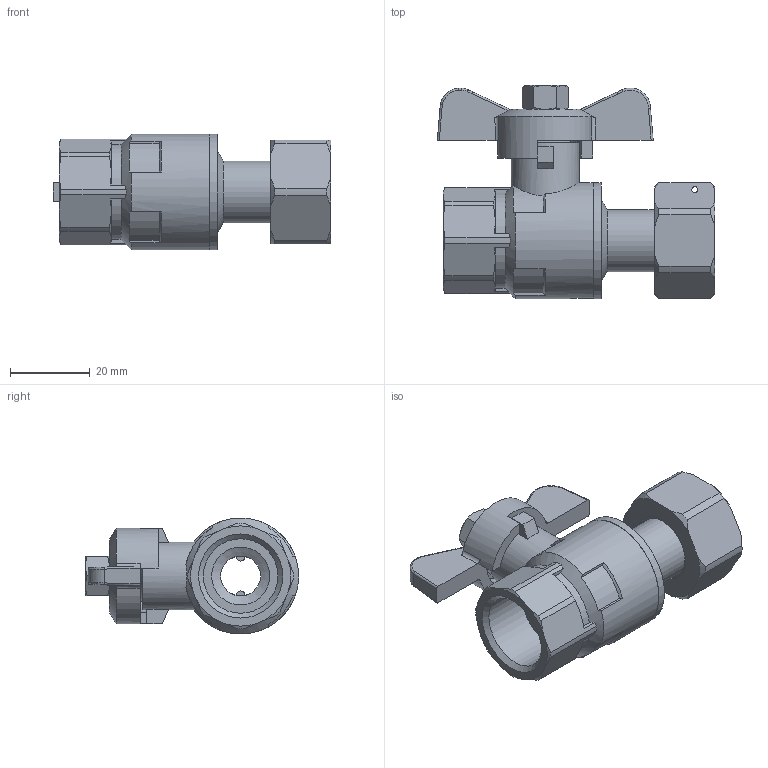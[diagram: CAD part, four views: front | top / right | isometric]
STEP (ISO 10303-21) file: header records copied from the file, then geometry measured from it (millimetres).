
FILE_DESCRIPTION(/* description */ ('Unknown'),/* implementation_level */ '2;1');
FILE_NAME(/* name */ '708-44',/* time_stamp */ '2022-06-30T13:26:31+02:00',/* author */ ('Unknown'),/* organization */ ('Unknown'),/* preprocessor_version */ 'ST-DEVELOPER v16.7',/* originating_system */ 'Solid Edge',/* authorisation */ 'Unknown');
FILE_SCHEMA (('CONFIG_CONTROL_DESIGN','AUTOMOTIVE_DESIGN {1 0 10303 214 3 1 1}'));
Length unit declared in the file: millimetre
Products named in the file (15): 708-44; 708-44_Einschraubteil; O-Ring; Gehduse; Fl_gelgriff; Stopfbuchse; Mutter; T1-1; 708-44_郻M-1_2; Dichtung
Assembly tree (14 placements, depth 3):
  708-44
    708-44_Einschraubteil
    O-Ring
      O-Ring
    Gehduse
      Gehduse
    Fl_gelgriff
      Fl_gelgriff
    Stopfbuchse
      Stopfbuchse
    Mutter
      Mutter
    T1-1
    708-44_郻M-1_2
    Dichtung
Bounding box: 69.4 x 53.33 x 29 mm (x, y, z)
Volume: 23987.2 mm3; surface area: 19085.8 mm2
Topology: 8 solids, 8 shells, 250 faces, 639 edges, 414 vertices
Faces by surface type: plane 100, cylinder 69, cone 62, bspline 14, torus 5
Full cylindrical faces by diameter (mm): 1.5 x1, 6.75 x1, 9.1 x1, 9.3 x1, 10 x1, 10.8 x1, 12 x2, 12.376 x1, 14 x1, 14.5 x1, 15.3 x1, 15.5 x1, 16.9 x2, 17 x1, 17.1 x1, 18 x1, 18.5 x1, 18.631 x2, 19.2 x1, 20 x1, 25 x2, 25.5 x1, 29 x2
Entity records: 12357 total; most frequent: CARTESIAN_POINT 6051, DIRECTION 1140, ORIENTED_EDGE 1132, EDGE_CURVE 566, AXIS2_PLACEMENT_3D 479, VERTEX_POINT 395, FACE_BOUND 331, EDGE_LOOP 330
